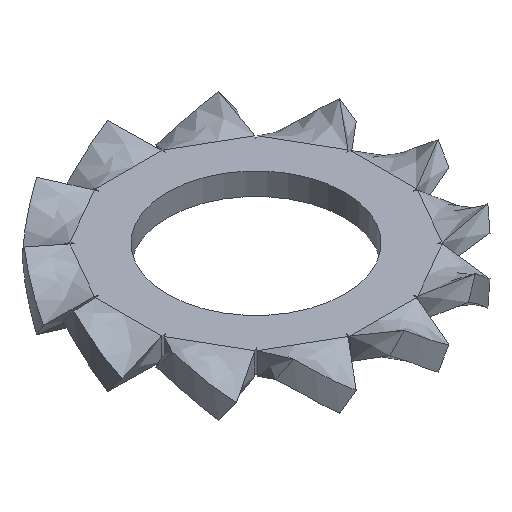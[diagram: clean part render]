
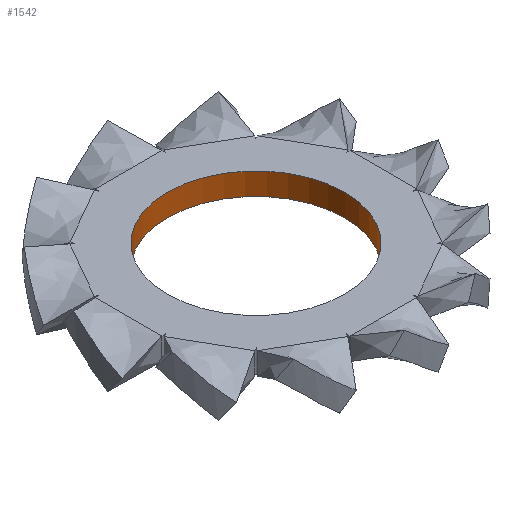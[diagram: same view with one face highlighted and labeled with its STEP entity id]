
A CAD part, isometric view. The second image highlights one B-rep face of the part: STEP entity #1542.
In plain terms, the highlighted cylindrical face has radius 1.6 mm (diameter 3.2 mm), a full revolution.
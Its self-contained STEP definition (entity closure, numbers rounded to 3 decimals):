
#91=LINE('',#2003,#272);
#272=VECTOR('',#1693,1.6);
#453=CIRCLE('',#1644,1.6);
#454=CIRCLE('',#1645,1.6);
#455=CIRCLE('',#1646,1.6);
#456=CIRCLE('',#1647,1.6);
#458=FACE_OUTER_BOUND('',#545,.T.);
#545=EDGE_LOOP('',(#1066,#1067,#1068,#1069,#1070,#1071));
#685=VERTEX_POINT('',#1999);
#686=VERTEX_POINT('',#2000);
#687=VERTEX_POINT('',#2002);
#688=VERTEX_POINT('',#2004);
#833=EDGE_CURVE('',#685,#686,#453,.T.);
#834=EDGE_CURVE('',#686,#687,#91,.T.);
#835=EDGE_CURVE('',#688,#687,#454,.T.);
#836=EDGE_CURVE('',#687,#688,#455,.T.);
#837=EDGE_CURVE('',#686,#685,#456,.T.);
#1066=ORIENTED_EDGE('',*,*,#833,.T.);
#1067=ORIENTED_EDGE('',*,*,#834,.T.);
#1068=ORIENTED_EDGE('',*,*,#835,.F.);
#1069=ORIENTED_EDGE('',*,*,#836,.F.);
#1070=ORIENTED_EDGE('',*,*,#834,.F.);
#1071=ORIENTED_EDGE('',*,*,#837,.T.);
#1529=CYLINDRICAL_SURFACE('',#1643,1.6);
#1542=ADVANCED_FACE('',(#458),#1529,.F.);
#1643=AXIS2_PLACEMENT_3D('',#1998,#1689,#1690);
#1644=AXIS2_PLACEMENT_3D('',#2001,#1691,#1692);
#1645=AXIS2_PLACEMENT_3D('',#2005,#1694,#1695);
#1646=AXIS2_PLACEMENT_3D('',#2006,#1696,#1697);
#1647=AXIS2_PLACEMENT_3D('',#2007,#1698,#1699);
#1689=DIRECTION('center_axis',(0.,0.,-1.));
#1690=DIRECTION('ref_axis',(-1.,0.,0.));
#1691=DIRECTION('center_axis',(0.,0.,1.));
#1692=DIRECTION('ref_axis',(1.,0.,0.));
#1693=DIRECTION('',(0.,0.,-1.));
#1694=DIRECTION('center_axis',(0.,0.,1.));
#1695=DIRECTION('ref_axis',(1.,0.,0.));
#1696=DIRECTION('center_axis',(0.,0.,1.));
#1697=DIRECTION('ref_axis',(1.,0.,0.));
#1698=DIRECTION('center_axis',(0.,0.,1.));
#1699=DIRECTION('ref_axis',(1.,0.,0.));
#1998=CARTESIAN_POINT('Origin',(0.,0.,0.2));
#1999=CARTESIAN_POINT('',(-1.6,0.,0.2));
#2000=CARTESIAN_POINT('',(1.6,0.,0.2));
#2001=CARTESIAN_POINT('Origin',(0.,0.,0.2));
#2002=CARTESIAN_POINT('',(1.6,0.,-0.2));
#2003=CARTESIAN_POINT('',(1.6,0.,0.2));
#2004=CARTESIAN_POINT('',(-1.6,0.,-0.2));
#2005=CARTESIAN_POINT('Origin',(0.,0.,-0.2));
#2006=CARTESIAN_POINT('Origin',(0.,0.,-0.2));
#2007=CARTESIAN_POINT('Origin',(0.,0.,0.2));
